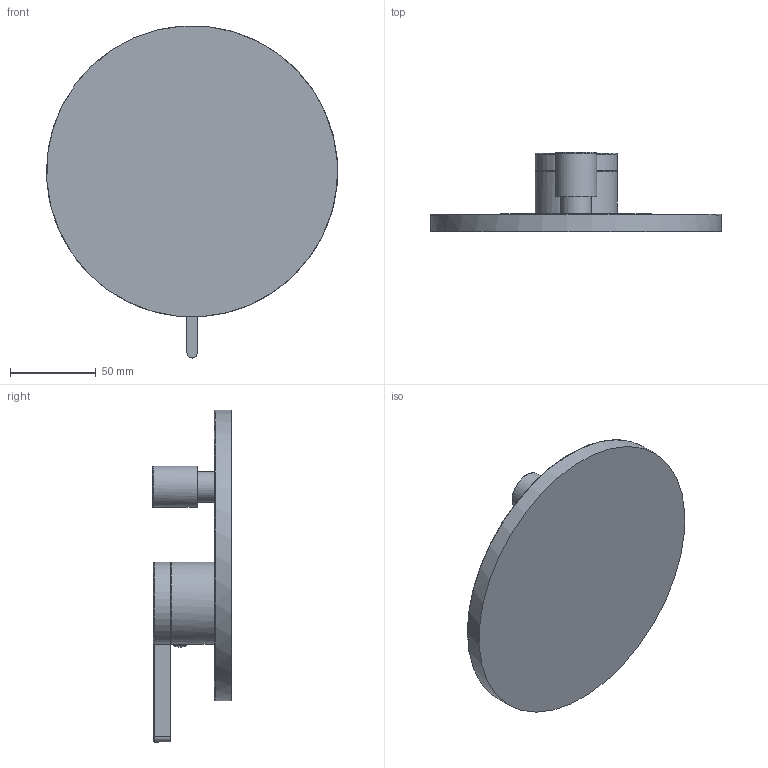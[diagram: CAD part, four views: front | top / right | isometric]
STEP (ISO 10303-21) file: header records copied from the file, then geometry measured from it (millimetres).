
FILE_DESCRIPTION(/* description */ (''),/* implementation_level */ '2;1');
FILE_NAME(/* name */ '3D_TVS106353110.step',/* time_stamp */ '2023-01-19T15:16:03+01:00',/* author */ (''),/* organization */ (''),/* preprocessor_version */ 'ST-DEVELOPER v19.2',/* originating_system */ 'Autodesk Translation Framework v11.17.0.187',/* authorisation */ '');
FILE_SCHEMA (('AUTOMOTIVE_DESIGN { 1 0 10303 214 3 1 1 }'));
Length unit declared in the file: millimetre
Products named in the file (8): (Nicht gespeichert); TVS106353110; Komponente2; Komponente3; Komponente4; Komponente5; Komponente6; Komponente7
Assembly tree (7 placements, depth 3):
  (Nicht gespeichert)
    TVS106353110
      Komponente2
      Komponente3
      Komponente4
      Komponente5
      Komponente6
      Komponente7
Bounding box: 169.85 x 46 x 193.85 mm (x, y, z)
Volume: 295115.3 mm3; surface area: 80899.3 mm2
Topology: 6 solids, 8 shells, 92 faces, 194 edges, 125 vertices
Faces by surface type: plane 40, cylinder 24, torus 15, cone 12, sphere 1
Full cylindrical faces by diameter (mm): 4 x1, 4.2 x1, 7.85 x1, 18 x1, 21.2 x1, 21.5 x1, 24 x1, 45 x1, 48 x1, 53.5 x1, 170 x1
Entity records: 2795 total; most frequent: CARTESIAN_POINT 502, DIRECTION 497, ORIENTED_EDGE 386, AXIS2_PLACEMENT_3D 207, EDGE_CURVE 193, VERTEX_POINT 125, EDGE_LOOP 102, CIRCLE 100
